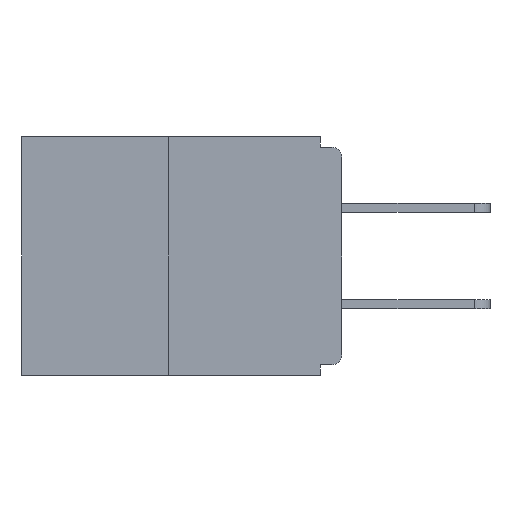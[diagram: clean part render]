
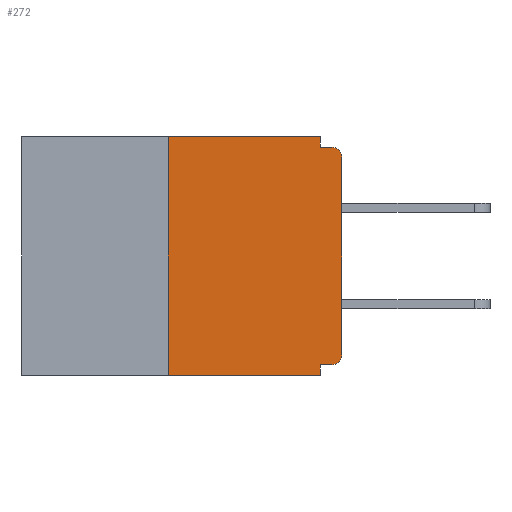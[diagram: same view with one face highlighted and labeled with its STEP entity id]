
A CAD part, left-side view. The second image highlights one B-rep face of the part: STEP entity #272.
In plain terms, the highlighted planar face has unit normal (-1, 0, 0).
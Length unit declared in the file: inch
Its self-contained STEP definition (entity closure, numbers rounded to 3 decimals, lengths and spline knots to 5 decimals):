
#144 = LINE ( 'NONE', #21978, #7435 ) ;
#272 = ADVANCED_FACE ( 'NONE', ( #6555 ), #7779, .F. ) ;
#391 = CARTESIAN_POINT ( 'NONE',  ( 0., 0.031, -0.328 ) ) ;
#862 = CARTESIAN_POINT ( 'NONE',  ( 0., 0., -0.015 ) ) ;
#1353 = CARTESIAN_POINT ( 'NONE',  ( 0., 0.031, -0.343 ) ) ;
#1823 = CARTESIAN_POINT ( 'NONE',  ( 0., 0., -0.313 ) ) ;
#1842 = VERTEX_POINT ( 'NONE', #7539 ) ;
#1900 = VECTOR ( 'NONE', #10380, 39.37008 ) ;
#2045 = VECTOR ( 'NONE', #3016, 39.37008 ) ;
#2047 = LINE ( 'NONE', #1353, #8713 ) ;
#2239 = VERTEX_POINT ( 'NONE', #11584 ) ;
#2460 = DIRECTION ( 'NONE',  ( -1., 0., 0. ) ) ;
#3016 = DIRECTION ( 'NONE',  ( 0., 0., 1. ) ) ;
#3029 = EDGE_CURVE ( 'NONE', #1842, #5929, #6740, .T. ) ;
#3303 = VERTEX_POINT ( 'NONE', #16883 ) ;
#3434 = EDGE_CURVE ( 'NONE', #18041, #1842, #24217, .T. ) ;
#3585 = CARTESIAN_POINT ( 'NONE',  ( 0., 0.46, 0. ) ) ;
#4240 = EDGE_CURVE ( 'NONE', #3303, #5150, #11741, .T. ) ;
#4314 = ORIENTED_EDGE ( 'NONE', *, *, #3434, .T. ) ;
#4639 = CARTESIAN_POINT ( 'NONE',  ( 0., 0., -0.328 ) ) ;
#4695 = VERTEX_POINT ( 'NONE', #391 ) ;
#4872 = VERTEX_POINT ( 'NONE', #12264 ) ;
#5150 = VERTEX_POINT ( 'NONE', #8531 ) ;
#5648 = ORIENTED_EDGE ( 'NONE', *, *, #18028, .F. ) ;
#5929 = VERTEX_POINT ( 'NONE', #15295 ) ;
#6187 = ORIENTED_EDGE ( 'NONE', *, *, #7187, .F. ) ;
#6555 = FACE_OUTER_BOUND ( 'NONE', #19736, .T. ) ;
#6691 = CARTESIAN_POINT ( 'NONE',  ( 0., 0.031, 0. ) ) ;
#6740 = CIRCLE ( 'NONE', #11881, 0.015 ) ;
#6748 = AXIS2_PLACEMENT_3D ( 'NONE', #3585, #24063, #12039 ) ;
#7003 = CARTESIAN_POINT ( 'NONE',  ( 0., 0.25, -0.343 ) ) ;
#7175 = CARTESIAN_POINT ( 'NONE',  ( 0., 0.25, 0. ) ) ;
#7187 = EDGE_CURVE ( 'NONE', #2239, #4695, #7721, .T. ) ;
#7435 = VECTOR ( 'NONE', #23731, 39.37008 ) ;
#7539 = CARTESIAN_POINT ( 'NONE',  ( 0., 0., -0.03 ) ) ;
#7720 = CARTESIAN_POINT ( 'NONE',  ( 0., 0., 0. ) ) ;
#7721 = LINE ( 'NONE', #4639, #23625 ) ;
#7779 = PLANE ( 'NONE',  #6748 ) ;
#7834 = DIRECTION ( 'NONE',  ( -1., 0., 0. ) ) ;
#8031 = LINE ( 'NONE', #862, #23943 ) ;
#8101 = CARTESIAN_POINT ( 'NONE',  ( 0., 0.015, -0.03 ) ) ;
#8394 = DIRECTION ( 'NONE',  ( 0., 0., -1. ) ) ;
#8531 = CARTESIAN_POINT ( 'NONE',  ( 0., 0.031, -0.015 ) ) ;
#8538 = ORIENTED_EDGE ( 'NONE', *, *, #4240, .F. ) ;
#8703 = ORIENTED_EDGE ( 'NONE', *, *, #23499, .F. ) ;
#8713 = VECTOR ( 'NONE', #15619, 39.37008 ) ;
#8995 = DIRECTION ( 'NONE',  ( 0., 0., -1. ) ) ;
#9361 = EDGE_CURVE ( 'NONE', #22062, #4872, #21293, .T. ) ;
#9525 = VECTOR ( 'NONE', #8995, 39.37008 ) ;
#9892 = ORIENTED_EDGE ( 'NONE', *, *, #3029, .T. ) ;
#10380 = DIRECTION ( 'NONE',  ( 0., -1., 0. ) ) ;
#11584 = CARTESIAN_POINT ( 'NONE',  ( 0., 0.015, -0.328 ) ) ;
#11741 = LINE ( 'NONE', #6691, #9525 ) ;
#11881 = AXIS2_PLACEMENT_3D ( 'NONE', #8101, #7834, #17856 ) ;
#12039 = DIRECTION ( 'NONE',  ( 0., 0., -1. ) ) ;
#12264 = CARTESIAN_POINT ( 'NONE',  ( 0., 0.031, -0.343 ) ) ;
#12519 = EDGE_CURVE ( 'NONE', #22062, #13901, #22744, .T. ) ;
#13495 = ORIENTED_EDGE ( 'NONE', *, *, #23454, .F. ) ;
#13901 = VERTEX_POINT ( 'NONE', #7175 ) ;
#14011 = DIRECTION ( 'NONE',  ( 0., 0., 1. ) ) ;
#15295 = CARTESIAN_POINT ( 'NONE',  ( 0., 0.015, -0.015 ) ) ;
#15619 = DIRECTION ( 'NONE',  ( 0., 0., -1. ) ) ;
#16883 = CARTESIAN_POINT ( 'NONE',  ( 0., 0.031, 0. ) ) ;
#17567 = CARTESIAN_POINT ( 'NONE',  ( 0., 0.25, 0. ) ) ;
#17856 = DIRECTION ( 'NONE',  ( 0., 0., -1. ) ) ;
#18028 = EDGE_CURVE ( 'NONE', #5150, #5929, #8031, .T. ) ;
#18041 = VERTEX_POINT ( 'NONE', #1823 ) ;
#18876 = AXIS2_PLACEMENT_3D ( 'NONE', #20603, #2460, #8394 ) ;
#18960 = DIRECTION ( 'NONE',  ( 0., 1., 0. ) ) ;
#19736 = EDGE_LOOP ( 'NONE', ( #8703, #20336, #23989, #13495, #6187, #21174, #4314, #9892, #5648, #8538 ) ) ;
#20336 = ORIENTED_EDGE ( 'NONE', *, *, #12519, .F. ) ;
#20380 = VECTOR ( 'NONE', #14011, 39.37008 ) ;
#20603 = CARTESIAN_POINT ( 'NONE',  ( 0., 0.015, -0.313 ) ) ;
#21174 = ORIENTED_EDGE ( 'NONE', *, *, #24403, .T. ) ;
#21293 = LINE ( 'NONE', #22576, #1900 ) ;
#21978 = CARTESIAN_POINT ( 'NONE',  ( 0., 0.46, 0. ) ) ;
#22062 = VERTEX_POINT ( 'NONE', #7003 ) ;
#22576 = CARTESIAN_POINT ( 'NONE',  ( 0., 0.46, -0.343 ) ) ;
#22744 = LINE ( 'NONE', #17567, #2045 ) ;
#22871 = CIRCLE ( 'NONE', #18876, 0.015 ) ;
#23242 = DIRECTION ( 'NONE',  ( 0., -1., 0. ) ) ;
#23454 = EDGE_CURVE ( 'NONE', #4695, #4872, #2047, .T. ) ;
#23499 = EDGE_CURVE ( 'NONE', #13901, #3303, #144, .T. ) ;
#23625 = VECTOR ( 'NONE', #18960, 39.37008 ) ;
#23731 = DIRECTION ( 'NONE',  ( 0., -1., 0. ) ) ;
#23943 = VECTOR ( 'NONE', #23242, 39.37008 ) ;
#23989 = ORIENTED_EDGE ( 'NONE', *, *, #9361, .T. ) ;
#24063 = DIRECTION ( 'NONE',  ( 1., 0., 0. ) ) ;
#24217 = LINE ( 'NONE', #7720, #20380 ) ;
#24403 = EDGE_CURVE ( 'NONE', #2239, #18041, #22871, .T. ) ;
